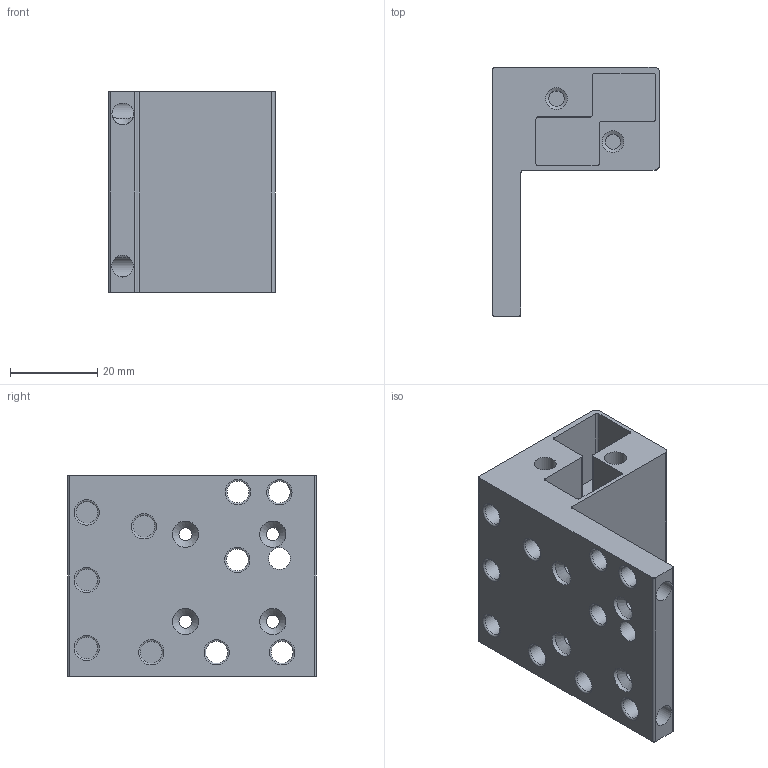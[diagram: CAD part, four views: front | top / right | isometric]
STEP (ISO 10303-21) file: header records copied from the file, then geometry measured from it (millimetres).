
FILE_DESCRIPTION(/* description */ (''),/* implementation_level */ '2;1');
FILE_NAME(/* name */ 'y-carriage.step',/* time_stamp */ '2022-03-29T20:07:39-04:00',/* author */ (''),/* organization */ (''),/* preprocessor_version */ 'ST-DEVELOPER v18.1',/* originating_system */ 'Autodesk Translation Framework v10.13.0.1454',/* authorisation */ '');
FILE_SCHEMA (('AUTOMOTIVE_DESIGN { 1 0 10303 214 3 1 1 }'));
Length unit declared in the file: millimetre
Products named in the file (1): AlternateY-5_Y carriage
Bounding box: 38.2 x 57 x 46 mm (x, y, z)
Volume: 36849.2 mm3; surface area: 16771.3 mm2
Topology: 1 solids, 1 shells, 110 faces, 279 edges, 182 vertices
Faces by surface type: cylinder 53, plane 35, cone 12, torus 10
Full cylindrical faces by diameter (mm): 3 x6, 3.5 x4, 5 x17, 6 x4
Entity records: 3527 total; most frequent: CARTESIAN_POINT 671, DIRECTION 629, ORIENTED_EDGE 554, EDGE_CURVE 277, AXIS2_PLACEMENT_3D 250, VERTEX_POINT 182, EDGE_LOOP 147, CIRCLE 139
